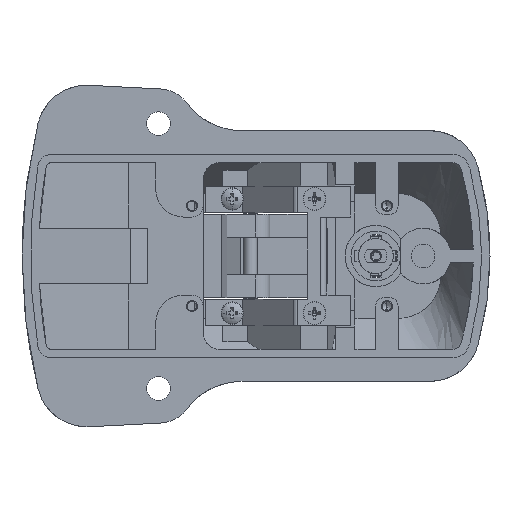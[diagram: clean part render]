
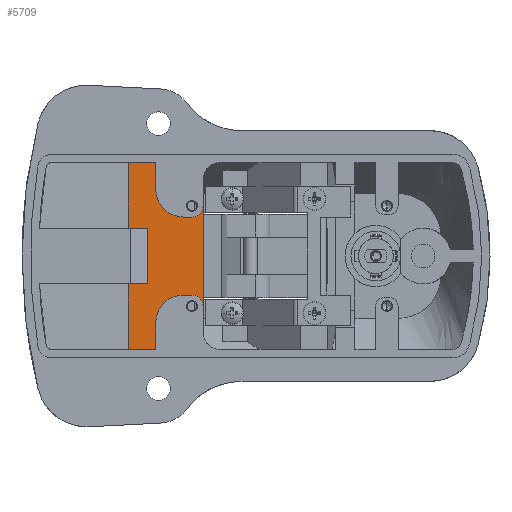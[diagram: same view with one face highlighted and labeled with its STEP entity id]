
A CAD part, left-side view. The second image highlights one B-rep face of the part: STEP entity #5709.
In plain terms, the highlighted face is planar.
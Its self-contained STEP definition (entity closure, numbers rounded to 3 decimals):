
#577 = VERTEX_POINT ( 'NONE', #5241 ) ;
#578 = VERTEX_POINT ( 'NONE', #5242 ) ;
#696 = VERTEX_POINT ( 'NONE', #5360 ) ;
#699 = VERTEX_POINT ( 'NONE', #5363 ) ;
#700 = VERTEX_POINT ( 'NONE', #5364 ) ;
#701 = VERTEX_POINT ( 'NONE', #5365 ) ;
#702 = VERTEX_POINT ( 'NONE', #5366 ) ;
#703 = VERTEX_POINT ( 'NONE', #5367 ) ;
#704 = VERTEX_POINT ( 'NONE', #5368 ) ;
#705 = VERTEX_POINT ( 'NONE', #5369 ) ;
#706 = VERTEX_POINT ( 'NONE', #5370 ) ;
#707 = VERTEX_POINT ( 'NONE', #5371 ) ;
#708 = VERTEX_POINT ( 'NONE', #5372 ) ;
#709 = VERTEX_POINT ( 'NONE', #5373 ) ;
#710 = VERTEX_POINT ( 'NONE', #5374 ) ;
#711 = VERTEX_POINT ( 'NONE', #5375 ) ;
#1427 = EDGE_CURVE ( 'NONE', #578, #577, #2974, .T. ) ;
#1581 = EDGE_CURVE ( 'NONE', #696, #578, #7152, .T. ) ;
#1582 = EDGE_CURVE ( 'NONE', #699, #701, #7155, .T. ) ;
#1583 = EDGE_CURVE ( 'NONE', #699, #700, #7158, .T. ) ;
#1584 = EDGE_CURVE ( 'NONE', #701, #702, #7161, .T. ) ;
#1585 = EDGE_CURVE ( 'NONE', #702, #703, #7164, .T. ) ;
#1586 = EDGE_CURVE ( 'NONE', #704, #703, #7167, .T. ) ;
#1587 = EDGE_CURVE ( 'NONE', #705, #704, #6228, .T. ) ;
#1588 = EDGE_CURVE ( 'NONE', #706, #705, #7173, .T. ) ;
#1589 = EDGE_CURVE ( 'NONE', #707, #706, #6229, .T. ) ;
#1590 = EDGE_CURVE ( 'NONE', #707, #708, #7179, .T. ) ;
#1591 = EDGE_CURVE ( 'NONE', #708, #709, #6230, .T. ) ;
#1592 = EDGE_CURVE ( 'NONE', #709, #710, #7185, .T. ) ;
#1593 = EDGE_CURVE ( 'NONE', #710, #711, #6231, .T. ) ;
#1594 = EDGE_CURVE ( 'NONE', #711, #696, #7191, .T. ) ;
#1595 = EDGE_CURVE ( 'NONE', #700, #577, #7194, .T. ) ;
#2974 = LINE ( 'NONE', #2975, #6592 ) ;
#2975 = CARTESIAN_POINT ( 'NONE',  ( -70., 88.882, 7. ) ) ;
#2976 = DIRECTION ( 'NONE',  ( 1., 0., 0. ) ) ;
#3522 = ORIENTED_EDGE ( 'NONE', *, *, #1583, .F. ) ;
#3523 = ORIENTED_EDGE ( 'NONE', *, *, #1584, .T. ) ;
#3524 = ORIENTED_EDGE ( 'NONE', *, *, #1582, .T. ) ;
#3525 = ORIENTED_EDGE ( 'NONE', *, *, #1585, .T. ) ;
#3526 = ORIENTED_EDGE ( 'NONE', *, *, #1586, .F. ) ;
#3527 = ORIENTED_EDGE ( 'NONE', *, *, #1587, .F. ) ;
#3528 = ORIENTED_EDGE ( 'NONE', *, *, #1588, .F. ) ;
#3529 = ORIENTED_EDGE ( 'NONE', *, *, #1589, .F. ) ;
#3530 = ORIENTED_EDGE ( 'NONE', *, *, #1590, .T. ) ;
#3531 = ORIENTED_EDGE ( 'NONE', *, *, #1591, .T. ) ;
#3532 = ORIENTED_EDGE ( 'NONE', *, *, #1592, .T. ) ;
#3533 = ORIENTED_EDGE ( 'NONE', *, *, #1593, .T. ) ;
#3534 = ORIENTED_EDGE ( 'NONE', *, *, #1594, .T. ) ;
#3535 = ORIENTED_EDGE ( 'NONE', *, *, #1581, .T. ) ;
#3536 = ORIENTED_EDGE ( 'NONE', *, *, #1595, .F. ) ;
#3537 = ORIENTED_EDGE ( 'NONE', *, *, #1427, .T. ) ;
#5241 = CARTESIAN_POINT ( 'NONE',  ( -10., 88.882, 7. ) ) ;
#5242 = CARTESIAN_POINT ( 'NONE',  ( -33.5, 88.882, 7. ) ) ;
#5360 = CARTESIAN_POINT ( 'NONE',  ( -33.5, 79., 7. ) ) ;
#5363 = CARTESIAN_POINT ( 'NONE',  ( 10., 81.775, 7. ) ) ;
#5364 = CARTESIAN_POINT ( 'NONE',  ( -10., 81.775, 7. ) ) ;
#5365 = CARTESIAN_POINT ( 'NONE',  ( 10., 88.882, 7. ) ) ;
#5366 = CARTESIAN_POINT ( 'NONE',  ( 33.5, 88.882, 7. ) ) ;
#5367 = CARTESIAN_POINT ( 'NONE',  ( 33.5, 79., 7. ) ) ;
#5368 = CARTESIAN_POINT ( 'NONE',  ( 24., 79., 7. ) ) ;
#5369 = CARTESIAN_POINT ( 'NONE',  ( 14., 69., 7. ) ) ;
#5370 = CARTESIAN_POINT ( 'NONE',  ( 14., 66., 7. ) ) ;
#5371 = CARTESIAN_POINT ( 'NONE',  ( 18., 62., 7. ) ) ;
#5372 = CARTESIAN_POINT ( 'NONE',  ( -18., 62., 7. ) ) ;
#5373 = CARTESIAN_POINT ( 'NONE',  ( -14., 66., 7. ) ) ;
#5374 = CARTESIAN_POINT ( 'NONE',  ( -14., 69., 7. ) ) ;
#5375 = CARTESIAN_POINT ( 'NONE',  ( -24., 79., 7. ) ) ;
#5709 = ADVANCED_FACE ( 'NONE', ( #11453 ), #13995, .F. ) ;
#6228 = CIRCLE ( 'NONE', #6713, 10. ) ;
#6229 = CIRCLE ( 'NONE', #6716, 4. ) ;
#6230 = CIRCLE ( 'NONE', #6718, 4. ) ;
#6231 = CIRCLE ( 'NONE', #6715, 10. ) ;
#6592 = VECTOR ( 'NONE', #2976, 1000. ) ;
#6708 = VECTOR ( 'NONE', #7154, 1000. ) ;
#6709 = VECTOR ( 'NONE', #7157, 1000. ) ;
#6710 = VECTOR ( 'NONE', #7160, 1000. ) ;
#6711 = VECTOR ( 'NONE', #7163, 1000. ) ;
#6712 = VECTOR ( 'NONE', #7166, 1000. ) ;
#6713 = AXIS2_PLACEMENT_3D ( 'NONE', #7139, #7170, #7171 ) ;
#6714 = VECTOR ( 'NONE', #7169, 1000. ) ;
#6715 = AXIS2_PLACEMENT_3D ( 'NONE', #7184, #7188, #7189 ) ;
#6716 = AXIS2_PLACEMENT_3D ( 'NONE', #7172, #7176, #7177 ) ;
#6717 = VECTOR ( 'NONE', #7175, 1000. ) ;
#6718 = AXIS2_PLACEMENT_3D ( 'NONE', #7178, #7182, #7183 ) ;
#6719 = VECTOR ( 'NONE', #7181, 1000. ) ;
#6720 = VECTOR ( 'NONE', #7187, 1000. ) ;
#6721 = VECTOR ( 'NONE', #7193, 1000. ) ;
#6723 = VECTOR ( 'NONE', #7196, 1000. ) ;
#7139 = CARTESIAN_POINT ( 'NONE',  ( 24., 69., 7. ) ) ;
#7152 = LINE ( 'NONE', #7153, #6708 ) ;
#7153 = CARTESIAN_POINT ( 'NONE',  ( -33.5, -27.653, 7. ) ) ;
#7154 = DIRECTION ( 'NONE',  ( 0., 1., 0. ) ) ;
#7155 = LINE ( 'NONE', #7156, #6709 ) ;
#7156 = CARTESIAN_POINT ( 'NONE',  ( 10., 48., 7. ) ) ;
#7157 = DIRECTION ( 'NONE',  ( 0., 1., 0. ) ) ;
#7158 = LINE ( 'NONE', #7159, #6710 ) ;
#7159 = CARTESIAN_POINT ( 'NONE',  ( -70., 81.775, 7. ) ) ;
#7160 = DIRECTION ( 'NONE',  ( -1., 0., 0. ) ) ;
#7161 = LINE ( 'NONE', #7162, #6711 ) ;
#7162 = CARTESIAN_POINT ( 'NONE',  ( -70., 88.882, 7. ) ) ;
#7163 = DIRECTION ( 'NONE',  ( 1., 0., 0. ) ) ;
#7164 = LINE ( 'NONE', #7165, #6712 ) ;
#7165 = CARTESIAN_POINT ( 'NONE',  ( 33.5, 116.398, 7. ) ) ;
#7166 = DIRECTION ( 'NONE',  ( 0., -1., 0. ) ) ;
#7167 = LINE ( 'NONE', #7168, #6714 ) ;
#7168 = CARTESIAN_POINT ( 'NONE',  ( 33.5, 79., 7. ) ) ;
#7169 = DIRECTION ( 'NONE',  ( 1., 0., 0. ) ) ;
#7170 = DIRECTION ( 'NONE',  ( 0., 0., -1. ) ) ;
#7171 = DIRECTION ( 'NONE',  ( 1., 0., 0. ) ) ;
#7172 = CARTESIAN_POINT ( 'NONE',  ( 18., 66., 7. ) ) ;
#7173 = LINE ( 'NONE', #7174, #6717 ) ;
#7174 = CARTESIAN_POINT ( 'NONE',  ( 14., 66., 7. ) ) ;
#7175 = DIRECTION ( 'NONE',  ( 0., 1., 0. ) ) ;
#7176 = DIRECTION ( 'NONE',  ( 0., 0., -1. ) ) ;
#7177 = DIRECTION ( 'NONE',  ( 1., 0., 0. ) ) ;
#7178 = CARTESIAN_POINT ( 'NONE',  ( -18., 66., 7. ) ) ;
#7179 = LINE ( 'NONE', #7180, #6719 ) ;
#7180 = CARTESIAN_POINT ( 'NONE',  ( -70., 62., 7. ) ) ;
#7181 = DIRECTION ( 'NONE',  ( -1., 0., 0. ) ) ;
#7182 = DIRECTION ( 'NONE',  ( 0., 0., 1. ) ) ;
#7183 = DIRECTION ( 'NONE',  ( 1., 0., 0. ) ) ;
#7184 = CARTESIAN_POINT ( 'NONE',  ( -24., 69., 7. ) ) ;
#7185 = LINE ( 'NONE', #7186, #6720 ) ;
#7186 = CARTESIAN_POINT ( 'NONE',  ( -14., 66., 7. ) ) ;
#7187 = DIRECTION ( 'NONE',  ( 0., 1., 0. ) ) ;
#7188 = DIRECTION ( 'NONE',  ( 0., 0., 1. ) ) ;
#7189 = DIRECTION ( 'NONE',  ( 1., 0., 0. ) ) ;
#7191 = LINE ( 'NONE', #7192, #6721 ) ;
#7192 = CARTESIAN_POINT ( 'NONE',  ( -33.5, 79., 7. ) ) ;
#7193 = DIRECTION ( 'NONE',  ( -1., 0., 0. ) ) ;
#7194 = LINE ( 'NONE', #7195, #6723 ) ;
#7195 = CARTESIAN_POINT ( 'NONE',  ( -10., 48., 7. ) ) ;
#7196 = DIRECTION ( 'NONE',  ( 0., 1., 0. ) ) ;
#11453 = FACE_OUTER_BOUND ( 'NONE', #25040, .T. ) ;
#11456 = AXIS2_PLACEMENT_3D ( 'NONE', #13996, #13997, #13998 ) ;
#13995 = PLANE ( 'NONE',  #11456 ) ;
#13996 = CARTESIAN_POINT ( 'NONE',  ( -70., 48., 7. ) ) ;
#13997 = DIRECTION ( 'NONE',  ( 0., 0., 1. ) ) ;
#13998 = DIRECTION ( 'NONE',  ( 1., 0., 0. ) ) ;
#25040 = EDGE_LOOP ( 'NONE', ( #3522, #3524, #3523, #3525, #3526, #3527, #3528, #3529, #3530, #3531, #3532, #3533, #3534, #3535, #3537, #3536 ) ) ;
